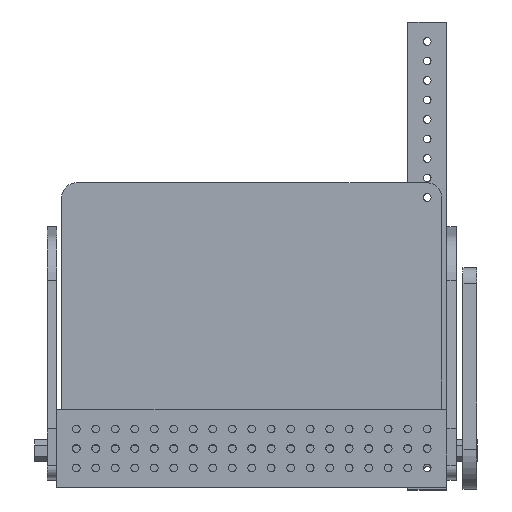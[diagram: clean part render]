
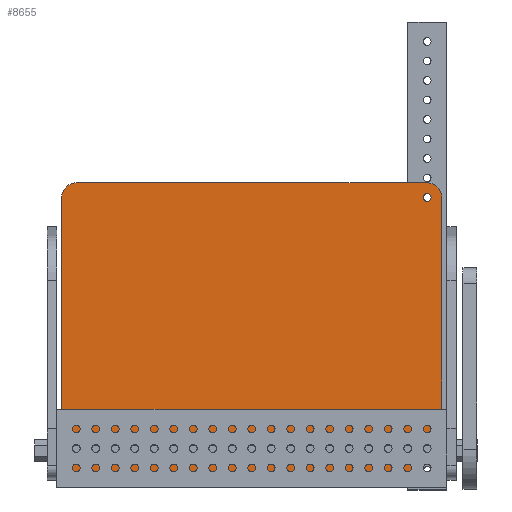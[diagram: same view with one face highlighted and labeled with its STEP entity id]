
A CAD part, top view. The second image highlights one B-rep face of the part: STEP entity #8655.
In plain terms, the highlighted planar face has unit normal (0, 0, 1).
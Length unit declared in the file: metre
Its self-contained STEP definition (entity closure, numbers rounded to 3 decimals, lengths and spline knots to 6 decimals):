
#1069=CIRCLE('',#9874,0.009525);
#1071=CIRCLE('',#9878,0.009525);
#1073=CIRCLE('',#9882,0.009525);
#1075=CIRCLE('',#9886,0.009525);
#1076=CIRCLE('',#9888,0.002489);
#1078=CIRCLE('',#9891,0.002489);
#1080=CIRCLE('',#9894,0.002489);
#1082=CIRCLE('',#9897,0.002489);
#3040=ORIENTED_EDGE('',*,*,#4086,.F.);
#3041=ORIENTED_EDGE('',*,*,#4084,.F.);
#3042=ORIENTED_EDGE('',*,*,#4082,.F.);
#3043=ORIENTED_EDGE('',*,*,#4080,.F.);
#3044=ORIENTED_EDGE('',*,*,#4060,.T.);
#3045=ORIENTED_EDGE('',*,*,#4064,.T.);
#3046=ORIENTED_EDGE('',*,*,#4067,.T.);
#3047=ORIENTED_EDGE('',*,*,#4070,.T.);
#3048=ORIENTED_EDGE('',*,*,#4073,.F.);
#3049=ORIENTED_EDGE('',*,*,#4076,.T.);
#3050=ORIENTED_EDGE('',*,*,#4079,.F.);
#3051=ORIENTED_EDGE('',*,*,#4089,.T.);
#4060=EDGE_CURVE('',#4927,#4926,#1069,.T.);
#4064=EDGE_CURVE('',#4926,#4929,#5236,.T.);
#4067=EDGE_CURVE('',#4929,#4931,#1071,.T.);
#4070=EDGE_CURVE('',#4931,#4933,#5240,.T.);
#4073=EDGE_CURVE('',#4935,#4933,#1073,.T.);
#4076=EDGE_CURVE('',#4935,#4937,#5244,.T.);
#4079=EDGE_CURVE('',#4939,#4937,#1075,.T.);
#4080=EDGE_CURVE('',#4940,#4940,#1076,.T.);
#4082=EDGE_CURVE('',#4942,#4942,#1078,.T.);
#4084=EDGE_CURVE('',#4944,#4944,#1080,.T.);
#4086=EDGE_CURVE('',#4946,#4946,#1082,.T.);
#4089=EDGE_CURVE('',#4939,#4927,#5247,.T.);
#4926=VERTEX_POINT('',#14727);
#4927=VERTEX_POINT('',#14729);
#4929=VERTEX_POINT('',#14735);
#4931=VERTEX_POINT('',#14741);
#4933=VERTEX_POINT('',#14747);
#4935=VERTEX_POINT('',#14753);
#4937=VERTEX_POINT('',#14759);
#4939=VERTEX_POINT('',#14765);
#4940=VERTEX_POINT('',#14769);
#4942=VERTEX_POINT('',#14774);
#4944=VERTEX_POINT('',#14779);
#4946=VERTEX_POINT('',#14784);
#5236=LINE('',#14736,#5542);
#5240=LINE('',#14748,#5546);
#5244=LINE('',#14760,#5550);
#5247=LINE('',#14789,#5553);
#5542=VECTOR('',#12421,1.);
#5546=VECTOR('',#12433,1.);
#5550=VECTOR('',#12445,1.);
#5553=VECTOR('',#12480,1.);
#6834=EDGE_LOOP('',(#3040));
#6835=EDGE_LOOP('',(#3041));
#6836=EDGE_LOOP('',(#3042));
#6837=EDGE_LOOP('',(#3043));
#6838=EDGE_LOOP('',(#3044,#3045,#3046,#3047,#3048,#3049,#3050,#3051));
#8114=FACE_BOUND('',#6834,.T.);
#8115=FACE_BOUND('',#6835,.T.);
#8116=FACE_BOUND('',#6836,.T.);
#8117=FACE_BOUND('',#6837,.T.);
#8118=FACE_BOUND('',#6838,.T.);
#8213=PLANE('',#9900);
#8655=ADVANCED_FACE('',(#8114,#8115,#8116,#8117,#8118),#8213,.T.);
#9874=AXIS2_PLACEMENT_3D('',#14728,#12414,#12415);
#9878=AXIS2_PLACEMENT_3D('',#14742,#12427,#12428);
#9882=AXIS2_PLACEMENT_3D('',#14754,#12439,#12440);
#9886=AXIS2_PLACEMENT_3D('',#14766,#12451,#12452);
#9888=AXIS2_PLACEMENT_3D('',#14768,#12455,#12456);
#9891=AXIS2_PLACEMENT_3D('',#14773,#12461,#12462);
#9894=AXIS2_PLACEMENT_3D('',#14778,#12467,#12468);
#9897=AXIS2_PLACEMENT_3D('',#14783,#12473,#12474);
#9900=AXIS2_PLACEMENT_3D('',#14790,#12481,#12482);
#12414=DIRECTION('',(0.,0.,1.));
#12415=DIRECTION('',(0.,-1.,0.));
#12421=DIRECTION('',(0.,1.,0.));
#12427=DIRECTION('',(0.,0.,1.));
#12428=DIRECTION('',(0.,-1.,0.));
#12433=DIRECTION('',(-1.,0.,0.));
#12439=DIRECTION('',(0.,0.,-1.));
#12440=DIRECTION('',(0.,-1.,0.));
#12445=DIRECTION('',(0.,-1.,0.));
#12451=DIRECTION('',(0.,0.,-1.));
#12452=DIRECTION('',(0.,-1.,0.));
#12455=DIRECTION('',(0.,0.,1.));
#12456=DIRECTION('',(0.,-1.,0.));
#12461=DIRECTION('',(0.,0.,1.));
#12462=DIRECTION('',(0.,-1.,0.));
#12467=DIRECTION('',(0.,0.,1.));
#12468=DIRECTION('',(0.,-1.,0.));
#12473=DIRECTION('',(0.,0.,1.));
#12474=DIRECTION('',(0.,-1.,0.));
#12480=DIRECTION('',(1.,0.,0.));
#12481=DIRECTION('',(0.,0.,1.));
#12482=DIRECTION('',(1.,0.,0.));
#14727=CARTESIAN_POINT('',(0.123825,-0.138294,0.05715));
#14728=CARTESIAN_POINT('',(0.1143,-0.138294,0.05715));
#14729=CARTESIAN_POINT('',(0.1143,-0.147819,0.05715));
#14735=CARTESIAN_POINT('',(0.123825,0.0381,0.05715));
#14736=CARTESIAN_POINT('',(0.123825,-0.050097,0.05715));
#14741=CARTESIAN_POINT('',(0.1143,0.047625,0.05715));
#14742=CARTESIAN_POINT('',(0.1143,0.0381,0.05715));
#14747=CARTESIAN_POINT('',(-0.1143,0.047625,0.05715));
#14748=CARTESIAN_POINT('',(0.,0.047625,0.05715));
#14753=CARTESIAN_POINT('',(-0.123825,0.0381,0.05715));
#14754=CARTESIAN_POINT('',(-0.1143,0.0381,0.05715));
#14759=CARTESIAN_POINT('',(-0.123825,-0.138294,0.05715));
#14760=CARTESIAN_POINT('',(-0.123825,-0.050097,0.05715));
#14765=CARTESIAN_POINT('',(-0.1143,-0.147819,0.05715));
#14766=CARTESIAN_POINT('',(-0.1143,-0.138294,0.05715));
#14768=CARTESIAN_POINT('',(0.1143,-0.138294,0.05715));
#14769=CARTESIAN_POINT('',(0.1143,-0.140784,0.05715));
#14773=CARTESIAN_POINT('',(0.1143,-0.125594,0.05715));
#14774=CARTESIAN_POINT('',(0.1143,-0.128084,0.05715));
#14778=CARTESIAN_POINT('',(-0.1143,-0.125594,0.05715));
#14779=CARTESIAN_POINT('',(-0.1143,-0.128084,0.05715));
#14783=CARTESIAN_POINT('',(0.1143,0.0381,0.05715));
#14784=CARTESIAN_POINT('',(0.1143,0.035611,0.05715));
#14789=CARTESIAN_POINT('',(0.,-0.147819,0.05715));
#14790=CARTESIAN_POINT('',(0.,-0.050097,0.05715));
